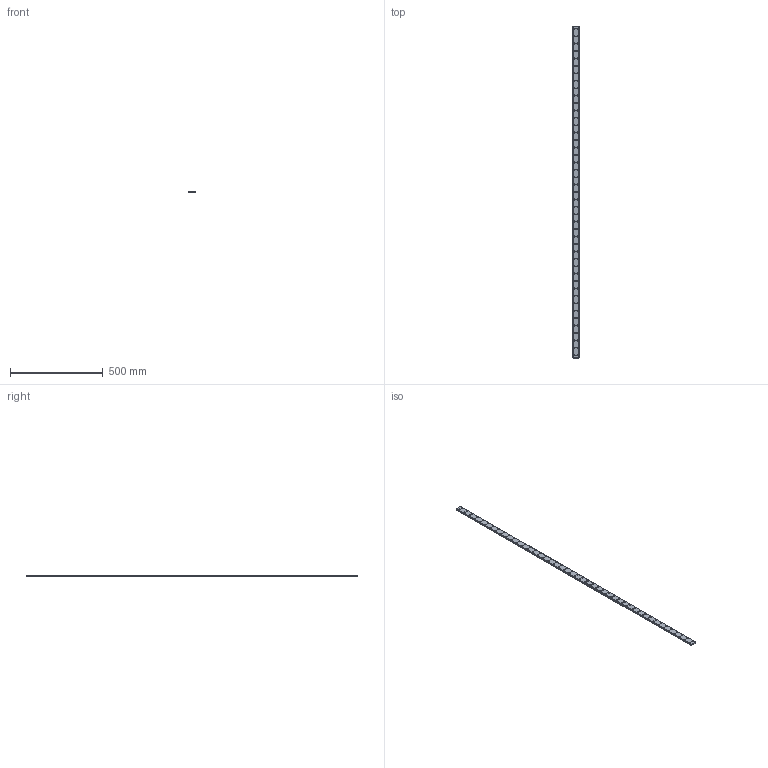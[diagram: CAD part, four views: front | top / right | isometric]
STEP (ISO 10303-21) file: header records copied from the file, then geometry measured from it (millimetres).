
FILE_DESCRIPTION(('STEP AP214'),'1');
FILE_NAME('cctmp_86FBD0CB-F165-40AD-9EF2-B19DD44AEC00_2021_02_25_14_21_05_0638..stp','2021-02-25T13:21:06',('HIWIN GmbH'),('CADClick - www.CADClick.com'),'Spatial InterOp 3D',' ','unknown authorization');
FILE_SCHEMA(('AUTOMOTIVE_DESIGN'));
Length unit declared in the file: millimetre
Products named in the file (1): WER17R1790H_FILE
Bounding box: 33 x 1790 x 9.3 mm (x, y, z)
Volume: 494283.1 mm3; surface area: 175309.8 mm2
Topology: 1 solids, 1 shells, 913 faces, 1911 edges, 1274 vertices
Faces by surface type: cylinder 558, plane 355
Entity records: 32229 total; most frequent: DIRECTION 4855, CARTESIAN_POINT 4099, ORIENTED_EDGE 3822, AXIS2_PLACEMENT_3D 2030, EDGE_CURVE 1911, VERTEX_POINT 1274, EDGE_LOOP 1187, CIRCLE 1116
